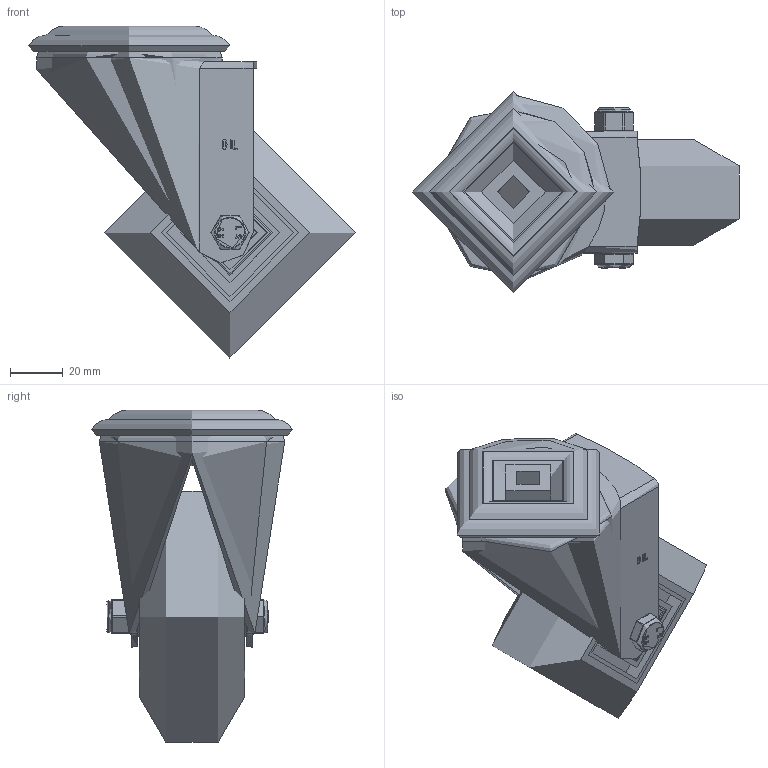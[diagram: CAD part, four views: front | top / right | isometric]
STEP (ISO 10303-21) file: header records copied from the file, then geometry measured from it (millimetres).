
FILE_DESCRIPTION(/* description */ ('','CAx-IF Rec.Pracs.---Representation and Presentation of Product Manufacturing Information (PMI)---4.0---2014-10-13'),/* implementation_level */ '2;1');
FILE_NAME(/* name */ 'BZMM100SRERGBJBH12.step',/* time_stamp */ '2025-01-06T09:55:43Z',/* author */ (''),/* organization */ (''),/* preprocessor_version */ 'ST-DEVELOPER v20',/* originating_system */ 'Autodesk Translation Framework v13.20.0.188',/* authorisation */ '');
FILE_SCHEMA (('AP242_MANAGED_MODEL_BASED_3D_ENGINEERING_MIM_LF { 1 0 10303 442 1 1 4 }'));
Length unit declared in the file: millimetre
Products named in the file (28): BZMM100SRERGBJBH12; BZMM100ASBH12 - 41 v1; ZINC PLATED PRESSED STEEL HEAD; ZINC PLATED, PRESSED STEEL FORKS; BZH100WSRERGBJM15 v1; 55 SHORE A ELASTIC RUBBER; ALUMINIUM RIM; ALUMINIUM RIM Geometry; BEARING SPACER; BEARING6002; Pattern; BEARING6002 (1); Pattern (1); Component1; METAL; METAL2; MIDDLE; RUBBER; TUBEM15X40X10 v1; STEEL TUBE; HEXBOLTM8X55Z8.8 v2; GRADE 8.8 ZINC PLATED BOLT; NYLONBUSH v1; NYLONBUSH; NYLOCM8Z v1; NYLOC NUT; NUT; RUBBER (1)
Assembly tree (50 placements, depth 5):
  BZMM100SRERGBJBH12
    BZMM100ASBH12 - 41 v1
      ZINC PLATED PRESSED STEEL HEAD
      ZINC PLATED, PRESSED STEEL FORKS
    BZH100WSRERGBJM15 v1
      55 SHORE A ELASTIC RUBBER
      ALUMINIUM RIM
        ALUMINIUM RIM Geometry
        BEARING SPACER
      BEARING6002
        METAL
        METAL2
        Pattern
          Component1  x9
        MIDDLE
        RUBBER  x2
      BEARING6002 (1)
        Pattern (1)
          Component1  x9
        METAL
        METAL2
        MIDDLE
        RUBBER  x2
    TUBEM15X40X10 v1
      STEEL TUBE
    HEXBOLTM8X55Z8.8 v2
      GRADE 8.8 ZINC PLATED BOLT
    NYLONBUSH v1
      NYLONBUSH
    NYLOCM8Z v1
      NYLOC NUT
        NUT
        RUBBER (1)
Bounding box: 123.32 x 76 x 125.32 mm (x, y, z)
Volume: 304059.6 mm3; surface area: 109889.8 mm2
Topology: 38 solids, 38 shells, 1085 faces, 2706 edges, 1756 vertices
Faces by surface type: bspline 390, plane 360, cylinder 202, sphere 78, cone 28, torus 27
Full cylindrical faces by diameter (mm): 0.664 x2, 6.446 x7, 7.866 x13, 8 x4, 8.2 x2, 8.6 x2, 10 x1, 10.2 x1, 11.5 x1, 12.1 x1, 12.2 x1, 14.95 x1, 15 x3, 19 x3, 20 x4, 20.5 x4, 21.313 x1, 21.5 x4, 24 x3, 26 x1, 26.8 x4, 28 x2, 28.2 x8, 32 x4, 37.5 x2, 38 x1, 48 x2, 49.5 x1, 52 x2, 65 x1
Entity records: 24100 total; most frequent: CARTESIAN_POINT 10586, ORIENTED_EDGE 2730, DIRECTION 2454, EDGE_CURVE 1365, AXIS2_PLACEMENT_3D 974, VERTEX_POINT 878, EDGE_LOOP 676, FACE_OUTER_BOUND 572
